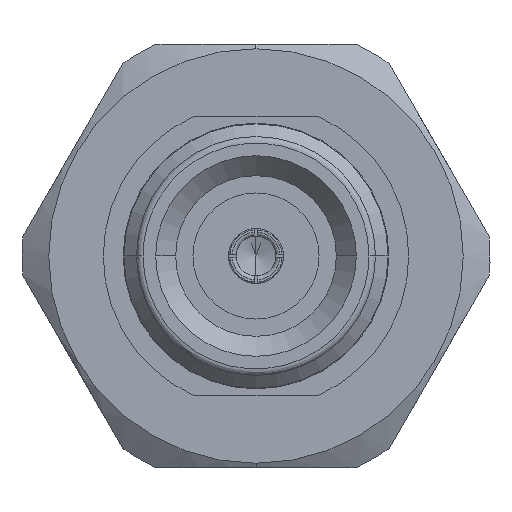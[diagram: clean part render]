
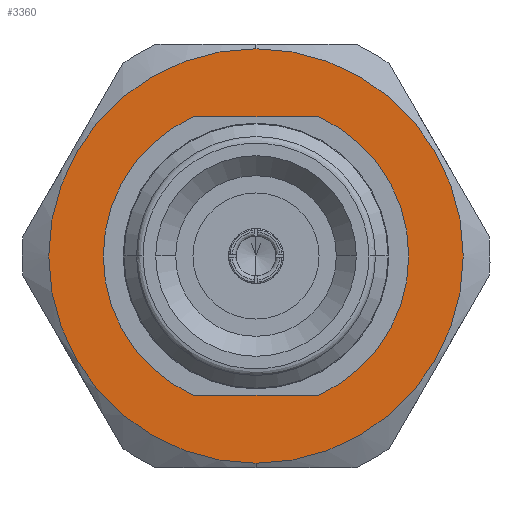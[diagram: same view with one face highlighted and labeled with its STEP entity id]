
A CAD part, left-side view. The second image highlights one B-rep face of the part: STEP entity #3360.
In plain terms, the highlighted face is planar.
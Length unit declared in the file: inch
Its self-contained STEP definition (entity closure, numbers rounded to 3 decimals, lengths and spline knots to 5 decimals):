
#65 = DIRECTION ( 'NONE',  ( 0., 0., -1. ) ) ;
#165 = CIRCLE ( 'NONE', #4900, 0.61435 ) ;
#227 = DIRECTION ( 'NONE',  ( 0., 0., -1. ) ) ;
#459 = DIRECTION ( 'NONE',  ( 0., 1., 0. ) ) ;
#472 = DIRECTION ( 'NONE',  ( 1., 0., 0. ) ) ;
#635 = CIRCLE ( 'NONE', #4995, 0.3937 ) ;
#964 = VERTEX_POINT ( 'NONE', #1733 ) ;
#1387 = EDGE_CURVE ( 'NONE', #964, #6064, #6874, .T. ) ;
#1546 = EDGE_CURVE ( 'NONE', #4597, #2331, #635, .T. ) ;
#1648 = CARTESIAN_POINT ( 'NONE',  ( 0.5748, 0., 0.3937 ) ) ;
#1733 = CARTESIAN_POINT ( 'NONE',  ( 0.5748, 0., -0.61435 ) ) ;
#1764 = DIRECTION ( 'NONE',  ( -1., 0., 0. ) ) ;
#2073 = CARTESIAN_POINT ( 'NONE',  ( 0.5748, 0., 0. ) ) ;
#2331 = VERTEX_POINT ( 'NONE', #3176 ) ;
#2883 = FACE_OUTER_BOUND ( 'NONE', #5252, .T. ) ;
#2929 = PLANE ( 'NONE',  #6642 ) ;
#2968 = CARTESIAN_POINT ( 'NONE',  ( 0.5748, 0., 0. ) ) ;
#3176 = CARTESIAN_POINT ( 'NONE',  ( 0.5748, 0., -0.3937 ) ) ;
#3360 = ADVANCED_FACE ( 'NONE', ( #7541, #2883 ), #2929, .T. ) ;
#3528 = ORIENTED_EDGE ( 'NONE', *, *, #3863, .F. ) ;
#3863 = EDGE_CURVE ( 'NONE', #6064, #964, #165, .T. ) ;
#4136 = DIRECTION ( 'NONE',  ( 0., 0., -1. ) ) ;
#4538 = AXIS2_PLACEMENT_3D ( 'NONE', #2073, #5660, #227 ) ;
#4597 = VERTEX_POINT ( 'NONE', #1648 ) ;
#4756 = ORIENTED_EDGE ( 'NONE', *, *, #1387, .F. ) ;
#4900 = AXIS2_PLACEMENT_3D ( 'NONE', #5300, #5420, #65 ) ;
#4995 = AXIS2_PLACEMENT_3D ( 'NONE', #5125, #472, #6380 ) ;
#5106 = EDGE_LOOP ( 'NONE', ( #6234, #6103 ) ) ;
#5125 = CARTESIAN_POINT ( 'NONE',  ( 0.5748, 0., 0. ) ) ;
#5224 = CARTESIAN_POINT ( 'NONE',  ( 0.5748, 0., 0. ) ) ;
#5252 = EDGE_LOOP ( 'NONE', ( #3528, #4756 ) ) ;
#5300 = CARTESIAN_POINT ( 'NONE',  ( 0.5748, 0., 0. ) ) ;
#5420 = DIRECTION ( 'NONE',  ( -1., 0., 0. ) ) ;
#5660 = DIRECTION ( 'NONE',  ( 1., 0., 0. ) ) ;
#5895 = EDGE_CURVE ( 'NONE', #2331, #4597, #5918, .T. ) ;
#5918 = CIRCLE ( 'NONE', #4538, 0.3937 ) ;
#6064 = VERTEX_POINT ( 'NONE', #6477 ) ;
#6103 = ORIENTED_EDGE ( 'NONE', *, *, #5895, .F. ) ;
#6234 = ORIENTED_EDGE ( 'NONE', *, *, #1546, .F. ) ;
#6367 = AXIS2_PLACEMENT_3D ( 'NONE', #2968, #1764, #4136 ) ;
#6380 = DIRECTION ( 'NONE',  ( 0., 0., -1. ) ) ;
#6477 = CARTESIAN_POINT ( 'NONE',  ( 0.5748, 0., 0.61435 ) ) ;
#6642 = AXIS2_PLACEMENT_3D ( 'NONE', #5224, #7066, #459 ) ;
#6874 = CIRCLE ( 'NONE', #6367, 0.61435 ) ;
#7066 = DIRECTION ( 'NONE',  ( 1., 0., 0. ) ) ;
#7541 = FACE_BOUND ( 'NONE', #5106, .T. ) ;
